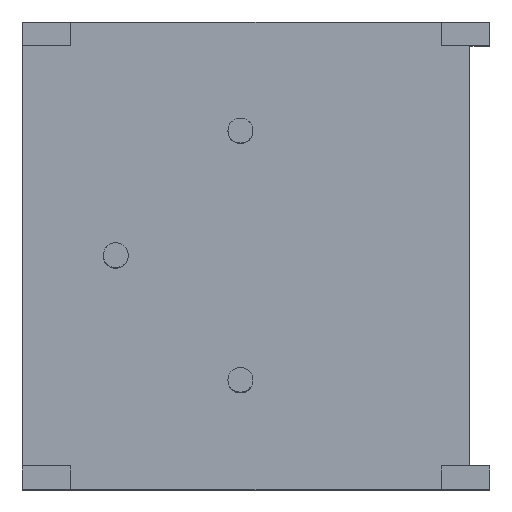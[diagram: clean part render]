
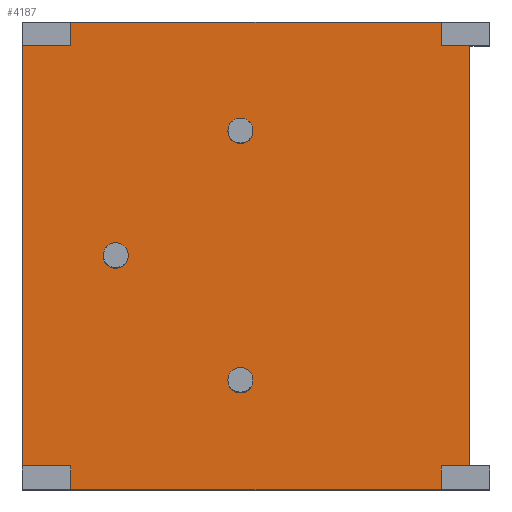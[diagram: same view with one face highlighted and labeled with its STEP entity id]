
A CAD part, top view. The second image highlights one B-rep face of the part: STEP entity #4187.
In plain terms, the highlighted free-form (B-spline) face has degree [1, 1] with [2, 2] control points.
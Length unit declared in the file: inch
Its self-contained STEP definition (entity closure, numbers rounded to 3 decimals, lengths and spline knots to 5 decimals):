
#16=DIRECTION('',(-1.,0.,0.));
#17=VECTOR('',#16,0.023);
#18=CARTESIAN_POINT('',(0.174,-0.1685,0.));
#19=LINE('',#18,#17);
#24=DIRECTION('',(0.,1.,0.));
#25=VECTOR('',#24,0.019);
#26=CARTESIAN_POINT('',(0.151,-0.1875,0.));
#27=LINE('',#26,#25);
#31=DIRECTION('',(0.,1.,0.));
#32=VECTOR('',#31,0.019);
#33=CARTESIAN_POINT('',(-0.146,-0.1875,0.));
#34=LINE('',#33,#32);
#38=DIRECTION('',(1.,0.,0.));
#39=VECTOR('',#38,0.039);
#40=CARTESIAN_POINT('',(-0.185,-0.1685,0.));
#41=LINE('',#40,#39);
#45=DIRECTION('',(0.,1.,0.));
#46=VECTOR('',#45,0.337);
#47=CARTESIAN_POINT('',(-0.185,-0.1685,0.));
#48=LINE('',#47,#46);
#52=DIRECTION('',(1.,0.,0.));
#53=VECTOR('',#52,0.039);
#54=CARTESIAN_POINT('',(-0.185,0.1685,0.));
#55=LINE('',#54,#53);
#59=DIRECTION('',(0.,-1.,0.));
#60=VECTOR('',#59,0.019);
#61=CARTESIAN_POINT('',(-0.146,0.1875,0.));
#62=LINE('',#61,#60);
#66=DIRECTION('',(0.,-1.,0.));
#67=VECTOR('',#66,0.019);
#68=CARTESIAN_POINT('',(0.151,0.1875,0.));
#69=LINE('',#68,#67);
#73=DIRECTION('',(-1.,0.,0.));
#74=VECTOR('',#73,0.023);
#75=CARTESIAN_POINT('',(0.174,0.1685,0.));
#76=LINE('',#75,#74);
#80=CARTESIAN_POINT('',(-0.11,0.,0.));
#81=DIRECTION('',(0.,0.,1.));
#82=DIRECTION('',(0.,1.,0.));
#83=AXIS2_PLACEMENT_3D('',#80,#81,#82);
#88=CARTESIAN_POINT('',(-0.11,0.,0.));
#89=DIRECTION('',(0.,0.,1.));
#90=DIRECTION('',(0.,-1.,0.));
#91=AXIS2_PLACEMENT_3D('',#88,#89,#90);
#96=CARTESIAN_POINT('',(-0.01,-0.1,0.));
#97=DIRECTION('',(0.,0.,1.));
#98=DIRECTION('',(0.,1.,0.));
#99=AXIS2_PLACEMENT_3D('',#96,#97,#98);
#104=CARTESIAN_POINT('',(-0.01,-0.1,0.));
#105=DIRECTION('',(0.,0.,1.));
#106=DIRECTION('',(0.,-1.,0.));
#107=AXIS2_PLACEMENT_3D('',#104,#105,#106);
#112=CARTESIAN_POINT('',(-0.01,0.1,0.));
#113=DIRECTION('',(0.,0.,1.));
#114=DIRECTION('',(0.,1.,0.));
#115=AXIS2_PLACEMENT_3D('',#112,#113,#114);
#120=CARTESIAN_POINT('',(-0.01,0.1,0.));
#121=DIRECTION('',(0.,0.,1.));
#122=DIRECTION('',(0.,-1.,0.));
#123=AXIS2_PLACEMENT_3D('',#120,#121,#122);
#128=DIRECTION('',(0.,1.,0.));
#129=VECTOR('',#128,0.337);
#130=CARTESIAN_POINT('',(0.174,-0.1685,0.));
#131=LINE('',#130,#129);
#170=DIRECTION('',(-1.,0.,0.));
#171=VECTOR('',#170,0.297);
#172=CARTESIAN_POINT('',(0.151,0.1875,0.));
#173=LINE('',#172,#171);
#254=DIRECTION('',(1.,0.,0.));
#255=VECTOR('',#254,0.297);
#256=CARTESIAN_POINT('',(-0.146,-0.1875,0.));
#257=LINE('',#256,#255);
#3568=CARTESIAN_POINT('',(0.151,0.1875,0.));
#3569=CARTESIAN_POINT('',(0.151,0.1685,0.));
#3570=VERTEX_POINT('',#3568);
#3571=VERTEX_POINT('',#3569);
#3572=CARTESIAN_POINT('',(0.174,0.1685,0.));
#3573=VERTEX_POINT('',#3572);
#3574=CARTESIAN_POINT('',(-0.146,0.1875,0.));
#3575=CARTESIAN_POINT('',(-0.146,0.1685,0.));
#3576=VERTEX_POINT('',#3574);
#3577=VERTEX_POINT('',#3575);
#3578=CARTESIAN_POINT('',(-0.185,0.1685,0.));
#3579=VERTEX_POINT('',#3578);
#3580=CARTESIAN_POINT('',(-0.146,-0.1875,0.));
#3581=CARTESIAN_POINT('',(-0.146,-0.1685,0.));
#3582=VERTEX_POINT('',#3580);
#3583=VERTEX_POINT('',#3581);
#3584=CARTESIAN_POINT('',(-0.185,-0.1685,0.));
#3585=VERTEX_POINT('',#3584);
#3586=CARTESIAN_POINT('',(0.151,-0.1875,0.));
#3587=CARTESIAN_POINT('',(0.151,-0.1685,0.));
#3588=VERTEX_POINT('',#3586);
#3589=VERTEX_POINT('',#3587);
#3590=CARTESIAN_POINT('',(0.174,-0.1685,0.));
#3591=VERTEX_POINT('',#3590);
#4126=CARTESIAN_POINT('',(-0.11,0.01,0.));
#4127=CARTESIAN_POINT('',(-0.11,-0.01,0.));
#4128=VERTEX_POINT('',#4126);
#4129=VERTEX_POINT('',#4127);
#4130=CARTESIAN_POINT('',(-0.01,-0.09,0.));
#4131=CARTESIAN_POINT('',(-0.01,-0.11,0.));
#4132=VERTEX_POINT('',#4130);
#4133=VERTEX_POINT('',#4131);
#4134=CARTESIAN_POINT('',(-0.01,0.11,0.));
#4135=CARTESIAN_POINT('',(-0.01,0.09,0.));
#4136=VERTEX_POINT('',#4134);
#4137=VERTEX_POINT('',#4135);
#4138=CARTESIAN_POINT('',(-0.19218,0.195,0.));
#4139=CARTESIAN_POINT('',(-0.19218,-0.195,0.));
#4140=CARTESIAN_POINT('',(0.18118,0.195,0.));
#4141=CARTESIAN_POINT('',(0.18118,-0.195,0.));
#4142=B_SPLINE_SURFACE_WITH_KNOTS('',1,1,((#4138,#4139),(#4140,#4141)),
.UNSPECIFIED.,.F.,.F.,.F.,(2,2),(2,2),(-0.19218,0.18118),(-0.195,0.195),
.UNSPECIFIED.);
#4144=ORIENTED_EDGE('',*,*,#4143,.F.);
#4146=ORIENTED_EDGE('',*,*,#4145,.T.);
#4148=ORIENTED_EDGE('',*,*,#4147,.F.);
#4150=ORIENTED_EDGE('',*,*,#4149,.F.);
#4152=ORIENTED_EDGE('',*,*,#4151,.T.);
#4154=ORIENTED_EDGE('',*,*,#4153,.F.);
#4156=ORIENTED_EDGE('',*,*,#4155,.T.);
#4158=ORIENTED_EDGE('',*,*,#4157,.T.);
#4160=ORIENTED_EDGE('',*,*,#4159,.F.);
#4162=ORIENTED_EDGE('',*,*,#4161,.F.);
#4164=ORIENTED_EDGE('',*,*,#4163,.T.);
#4166=ORIENTED_EDGE('',*,*,#4165,.F.);
#4167=EDGE_LOOP('',(#4144,#4146,#4148,#4150,#4152,#4154,#4156,#4158,#4160,#4162,
#4164,#4166));
#4168=FACE_OUTER_BOUND('',#4167,.F.);
#4170=ORIENTED_EDGE('',*,*,#4169,.T.);
#4172=ORIENTED_EDGE('',*,*,#4171,.T.);
#4173=EDGE_LOOP('',(#4170,#4172));
#4174=FACE_BOUND('',#4173,.F.);
#4176=ORIENTED_EDGE('',*,*,#4175,.T.);
#4178=ORIENTED_EDGE('',*,*,#4177,.T.);
#4179=EDGE_LOOP('',(#4176,#4178));
#4180=FACE_BOUND('',#4179,.F.);
#4182=ORIENTED_EDGE('',*,*,#4181,.T.);
#4184=ORIENTED_EDGE('',*,*,#4183,.T.);
#4185=EDGE_LOOP('',(#4182,#4184));
#4186=FACE_BOUND('',#4185,.F.);
#4187=ADVANCED_FACE('',(#4168,#4174,#4180,#4186),#4142,.F.);
#84=CIRCLE('',#83,0.01);
#92=CIRCLE('',#91,0.01);
#100=CIRCLE('',#99,0.01);
#108=CIRCLE('',#107,0.01);
#116=CIRCLE('',#115,0.01);
#124=CIRCLE('',#123,0.01);
#4143=EDGE_CURVE('',#3591,#3573,#131,.T.);
#4145=EDGE_CURVE('',#3591,#3589,#19,.T.);
#4147=EDGE_CURVE('',#3588,#3589,#27,.T.);
#4149=EDGE_CURVE('',#3582,#3588,#257,.T.);
#4151=EDGE_CURVE('',#3582,#3583,#34,.T.);
#4153=EDGE_CURVE('',#3585,#3583,#41,.T.);
#4155=EDGE_CURVE('',#3585,#3579,#48,.T.);
#4157=EDGE_CURVE('',#3579,#3577,#55,.T.);
#4159=EDGE_CURVE('',#3576,#3577,#62,.T.);
#4161=EDGE_CURVE('',#3570,#3576,#173,.T.);
#4163=EDGE_CURVE('',#3570,#3571,#69,.T.);
#4165=EDGE_CURVE('',#3573,#3571,#76,.T.);
#4169=EDGE_CURVE('',#4128,#4129,#84,.T.);
#4171=EDGE_CURVE('',#4129,#4128,#92,.T.);
#4175=EDGE_CURVE('',#4132,#4133,#100,.T.);
#4177=EDGE_CURVE('',#4133,#4132,#108,.T.);
#4181=EDGE_CURVE('',#4136,#4137,#116,.T.);
#4183=EDGE_CURVE('',#4137,#4136,#124,.T.);
